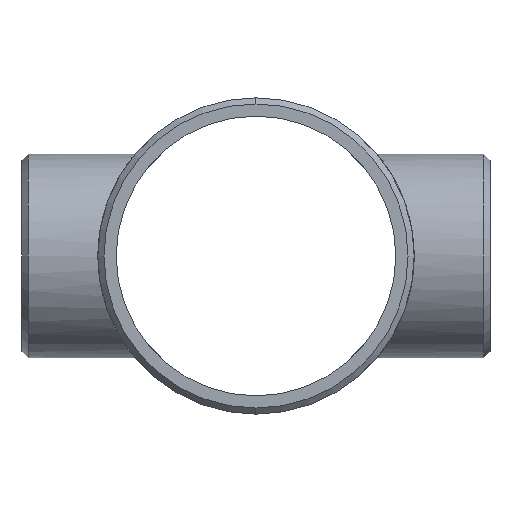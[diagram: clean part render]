
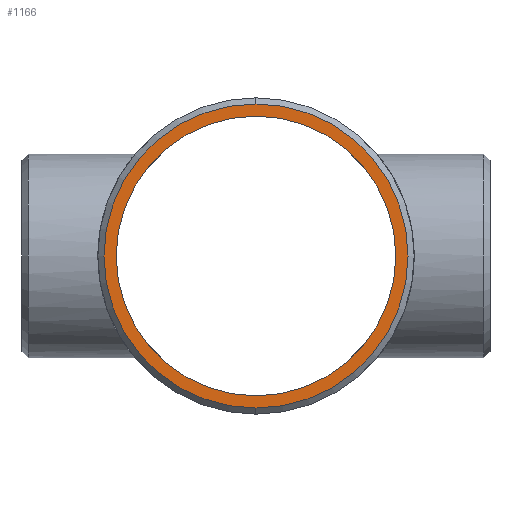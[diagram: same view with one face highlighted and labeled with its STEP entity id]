
A CAD part, left-side view. The second image highlights one B-rep face of the part: STEP entity #1166.
In plain terms, the highlighted planar face has unit normal (-1, 0, 0).
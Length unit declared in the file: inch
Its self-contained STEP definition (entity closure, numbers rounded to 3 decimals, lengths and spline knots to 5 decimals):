
#51 = ORIENTED_EDGE ( 'NONE', *, *, #1199, .T. ) ;
#61 = AXIS2_PLACEMENT_3D ( 'NONE', #286, #1319, #1327 ) ;
#82 = EDGE_LOOP ( 'NONE', ( #744, #404 ) ) ;
#104 = CARTESIAN_POINT ( 'NONE',  ( -7., 0., 0. ) ) ;
#200 = AXIS2_PLACEMENT_3D ( 'NONE', #104, #295, #847 ) ;
#206 = CARTESIAN_POINT ( 'NONE',  ( -7., 0., -4.14583 ) ) ;
#211 = VERTEX_POINT ( 'NONE', #1270 ) ;
#286 = CARTESIAN_POINT ( 'NONE',  ( -7., 0., 0. ) ) ;
#295 = DIRECTION ( 'NONE',  ( -1., 0., 0. ) ) ;
#331 = DIRECTION ( 'NONE',  ( 0., 0., 1. ) ) ;
#404 = ORIENTED_EDGE ( 'NONE', *, *, #610, .T. ) ;
#422 = DIRECTION ( 'NONE',  ( 0., 0., 1. ) ) ;
#429 = DIRECTION ( 'NONE',  ( 1., 0., 0. ) ) ;
#492 = VERTEX_POINT ( 'NONE', #206 ) ;
#565 = EDGE_CURVE ( 'NONE', #1300, #492, #794, .T. ) ;
#603 = FACE_OUTER_BOUND ( 'NONE', #906, .T. ) ;
#610 = EDGE_CURVE ( 'NONE', #897, #211, #1047, .T. ) ;
#621 = CIRCLE ( 'NONE', #200, 4.14583 ) ;
#630 = EDGE_CURVE ( 'NONE', #211, #897, #1328, .T. ) ;
#634 = CARTESIAN_POINT ( 'NONE',  ( -7., 0., 0. ) ) ;
#719 = CARTESIAN_POINT ( 'NONE',  ( -7., 0., 0. ) ) ;
#744 = ORIENTED_EDGE ( 'NONE', *, *, #630, .T. ) ;
#750 = AXIS2_PLACEMENT_3D ( 'NONE', #634, #1056, #1353 ) ;
#794 = CIRCLE ( 'NONE', #1008, 4.14583 ) ;
#836 = CARTESIAN_POINT ( 'NONE',  ( -7., 0., 0. ) ) ;
#847 = DIRECTION ( 'NONE',  ( 0., 0., 1. ) ) ;
#856 = DIRECTION ( 'NONE',  ( -1., 0., 0. ) ) ;
#897 = VERTEX_POINT ( 'NONE', #1007 ) ;
#905 = ORIENTED_EDGE ( 'NONE', *, *, #565, .T. ) ;
#906 = EDGE_LOOP ( 'NONE', ( #51, #905 ) ) ;
#919 = FACE_BOUND ( 'NONE', #82, .T. ) ;
#1007 = CARTESIAN_POINT ( 'NONE',  ( -7., 0., -3.8125 ) ) ;
#1008 = AXIS2_PLACEMENT_3D ( 'NONE', #719, #856, #331 ) ;
#1025 = PLANE ( 'NONE',  #61 ) ;
#1047 = CIRCLE ( 'NONE', #1157, 3.8125 ) ;
#1056 = DIRECTION ( 'NONE',  ( 1., 0., 0. ) ) ;
#1114 = CARTESIAN_POINT ( 'NONE',  ( -7., 0., 4.14583 ) ) ;
#1157 = AXIS2_PLACEMENT_3D ( 'NONE', #836, #429, #422 ) ;
#1166 = ADVANCED_FACE ( 'NONE', ( #603, #919 ), #1025, .T. ) ;
#1199 = EDGE_CURVE ( 'NONE', #492, #1300, #621, .T. ) ;
#1270 = CARTESIAN_POINT ( 'NONE',  ( -7., 0., 3.8125 ) ) ;
#1300 = VERTEX_POINT ( 'NONE', #1114 ) ;
#1319 = DIRECTION ( 'NONE',  ( -1., 0., 0. ) ) ;
#1327 = DIRECTION ( 'NONE',  ( 0., 0., -1. ) ) ;
#1328 = CIRCLE ( 'NONE', #750, 3.8125 ) ;
#1353 = DIRECTION ( 'NONE',  ( 0., 0., 1. ) ) ;
